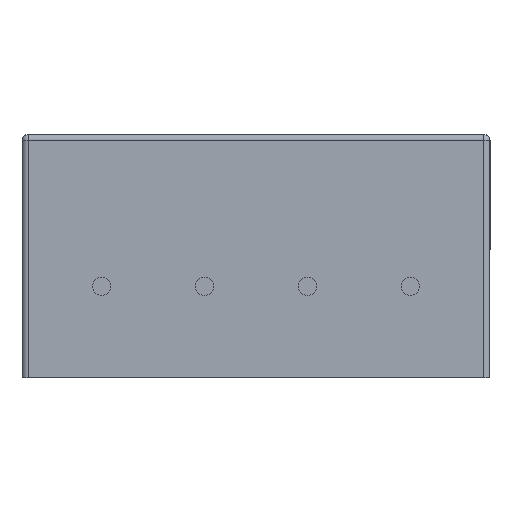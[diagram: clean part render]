
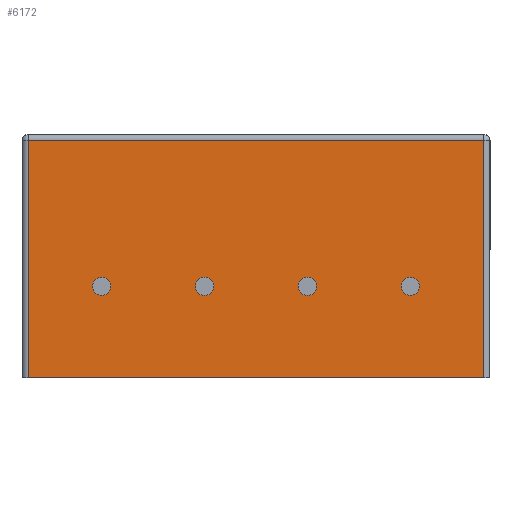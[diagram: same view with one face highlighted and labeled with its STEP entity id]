
A CAD part, front view. The second image highlights one B-rep face of the part: STEP entity #6172.
In plain terms, the highlighted planar face has unit normal (0, -1, 0).
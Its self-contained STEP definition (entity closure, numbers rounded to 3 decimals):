
#4 = ORIENTED_EDGE ( 'NONE', *, *, #112, .T. ) ;
#95 = VERTEX_POINT ( 'NONE', #6089 ) ;
#112 = EDGE_CURVE ( 'NONE', #95, #6154, #3152, .T. ) ;
#121 = EDGE_CURVE ( 'NONE', #1135, #2095, #2493, .T. ) ;
#137 = FACE_BOUND ( 'NONE', #4855, .T. ) ;
#211 = AXIS2_PLACEMENT_3D ( 'NONE', #4583, #4455, #4484 ) ;
#213 = ORIENTED_EDGE ( 'NONE', *, *, #429, .F. ) ;
#222 = VERTEX_POINT ( 'NONE', #4791 ) ;
#373 = CARTESIAN_POINT ( 'NONE',  ( -1.693, -10., 3. ) ) ;
#407 = DIRECTION ( 'NONE',  ( 0., 0., -1. ) ) ;
#429 = EDGE_CURVE ( 'NONE', #1762, #3797, #6289, .T. ) ;
#622 = VECTOR ( 'NONE', #3259, 1000. ) ;
#674 = CARTESIAN_POINT ( 'NONE',  ( 7.5, -10., 7.8 ) ) ;
#757 = DIRECTION ( 'NONE',  ( 0., 0., 1. ) ) ;
#820 = AXIS2_PLACEMENT_3D ( 'NONE', #2743, #2800, #2183 ) ;
#847 = CIRCLE ( 'NONE', #3695, 0.3 ) ;
#874 = EDGE_CURVE ( 'NONE', #1732, #4924, #2998, .T. ) ;
#978 = AXIS2_PLACEMENT_3D ( 'NONE', #2764, #2736, #757 ) ;
#1062 = CARTESIAN_POINT ( 'NONE',  ( -1.693, -10., 3. ) ) ;
#1135 = VERTEX_POINT ( 'NONE', #5371 ) ;
#1217 = FACE_BOUND ( 'NONE', #5009, .T. ) ;
#1224 = VECTOR ( 'NONE', #1565, 1000. ) ;
#1423 = DIRECTION ( 'NONE',  ( 0., -1., 0. ) ) ;
#1565 = DIRECTION ( 'NONE',  ( 1., 0., 0. ) ) ;
#1585 = DIRECTION ( 'NONE',  ( 0., 0., 1. ) ) ;
#1613 = CARTESIAN_POINT ( 'NONE',  ( -5.08, -10., 3. ) ) ;
#1630 = ORIENTED_EDGE ( 'NONE', *, *, #4708, .F. ) ;
#1662 = DIRECTION ( 'NONE',  ( 0., -1., 0. ) ) ;
#1732 = VERTEX_POINT ( 'NONE', #674 ) ;
#1735 = CARTESIAN_POINT ( 'NONE',  ( 7.5, -10., 8. ) ) ;
#1762 = VERTEX_POINT ( 'NONE', #2249 ) ;
#1765 = ORIENTED_EDGE ( 'NONE', *, *, #121, .F. ) ;
#1781 = EDGE_CURVE ( 'NONE', #4869, #4185, #1956, .T. ) ;
#1798 = LINE ( 'NONE', #1735, #622 ) ;
#1844 = CARTESIAN_POINT ( 'NONE',  ( -7.5, -10., 8. ) ) ;
#1956 = CIRCLE ( 'NONE', #820, 0.3 ) ;
#1996 = DIRECTION ( 'NONE',  ( 0., 0., 1. ) ) ;
#2040 = ORIENTED_EDGE ( 'NONE', *, *, #874, .T. ) ;
#2078 = DIRECTION ( 'NONE',  ( 0., -1., 0. ) ) ;
#2095 = VERTEX_POINT ( 'NONE', #5424 ) ;
#2183 = DIRECTION ( 'NONE',  ( 0., 0., 1. ) ) ;
#2249 = CARTESIAN_POINT ( 'NONE',  ( -1.693, -10., 2.7 ) ) ;
#2333 = AXIS2_PLACEMENT_3D ( 'NONE', #1613, #4163, #6174 ) ;
#2381 = DIRECTION ( 'NONE',  ( 0., 0., 1. ) ) ;
#2432 = ORIENTED_EDGE ( 'NONE', *, *, #5213, .F. ) ;
#2493 = CIRCLE ( 'NONE', #4705, 0.3 ) ;
#2615 = VERTEX_POINT ( 'NONE', #6377 ) ;
#2671 = FACE_BOUND ( 'NONE', #4626, .T. ) ;
#2736 = DIRECTION ( 'NONE',  ( 0., 1., 0. ) ) ;
#2743 = CARTESIAN_POINT ( 'NONE',  ( -5.08, -10., 3. ) ) ;
#2764 = CARTESIAN_POINT ( 'NONE',  ( -7.7, -10., 8. ) ) ;
#2800 = DIRECTION ( 'NONE',  ( 0., -1., 0. ) ) ;
#2875 = CARTESIAN_POINT ( 'NONE',  ( -5.08, -10., 3.3 ) ) ;
#2970 = CIRCLE ( 'NONE', #4030, 0.3 ) ;
#2998 = LINE ( 'NONE', #3497, #3759 ) ;
#3048 = CIRCLE ( 'NONE', #211, 0.3 ) ;
#3086 = ORIENTED_EDGE ( 'NONE', *, *, #4075, .T. ) ;
#3087 = DIRECTION ( 'NONE',  ( 0., -1., 0. ) ) ;
#3126 = CARTESIAN_POINT ( 'NONE',  ( -7.5, -10., 7.8 ) ) ;
#3152 = LINE ( 'NONE', #5528, #1224 ) ;
#3259 = DIRECTION ( 'NONE',  ( 0., 0., 1. ) ) ;
#3421 = EDGE_LOOP ( 'NONE', ( #1630, #4088 ) ) ;
#3497 = CARTESIAN_POINT ( 'NONE',  ( -7.7, -10., 7.8 ) ) ;
#3582 = CARTESIAN_POINT ( 'NONE',  ( 1.693, -10., 3. ) ) ;
#3589 = DIRECTION ( 'NONE',  ( 0., 0., 1. ) ) ;
#3666 = FACE_OUTER_BOUND ( 'NONE', #5403, .T. ) ;
#3695 = AXIS2_PLACEMENT_3D ( 'NONE', #4152, #3087, #3589 ) ;
#3759 = VECTOR ( 'NONE', #5513, 1000. ) ;
#3785 = AXIS2_PLACEMENT_3D ( 'NONE', #1062, #2078, #1585 ) ;
#3797 = VERTEX_POINT ( 'NONE', #4950 ) ;
#4030 = AXIS2_PLACEMENT_3D ( 'NONE', #4699, #1662, #5698 ) ;
#4075 = EDGE_CURVE ( 'NONE', #6154, #1732, #1798, .T. ) ;
#4088 = ORIENTED_EDGE ( 'NONE', *, *, #5683, .F. ) ;
#4100 = VECTOR ( 'NONE', #407, 1000. ) ;
#4152 = CARTESIAN_POINT ( 'NONE',  ( 1.693, -10., 3. ) ) ;
#4155 = ORIENTED_EDGE ( 'NONE', *, *, #4194, .T. ) ;
#4163 = DIRECTION ( 'NONE',  ( 0., -1., 0. ) ) ;
#4185 = VERTEX_POINT ( 'NONE', #2875 ) ;
#4194 = EDGE_CURVE ( 'NONE', #4924, #95, #6312, .T. ) ;
#4291 = EDGE_CURVE ( 'NONE', #3797, #1762, #6104, .T. ) ;
#4303 = ORIENTED_EDGE ( 'NONE', *, *, #1781, .F. ) ;
#4455 = DIRECTION ( 'NONE',  ( 0., -1., 0. ) ) ;
#4484 = DIRECTION ( 'NONE',  ( 0., 0., 1. ) ) ;
#4583 = CARTESIAN_POINT ( 'NONE',  ( 5.08, -10., 3. ) ) ;
#4626 = EDGE_LOOP ( 'NONE', ( #5529, #4303 ) ) ;
#4699 = CARTESIAN_POINT ( 'NONE',  ( 5.08, -10., 3. ) ) ;
#4705 = AXIS2_PLACEMENT_3D ( 'NONE', #3582, #5596, #1996 ) ;
#4708 = EDGE_CURVE ( 'NONE', #222, #2615, #3048, .T. ) ;
#4721 = FACE_BOUND ( 'NONE', #3421, .T. ) ;
#4791 = CARTESIAN_POINT ( 'NONE',  ( 5.08, -10., 3.3 ) ) ;
#4833 = CARTESIAN_POINT ( 'NONE',  ( -5.08, -10., 2.7 ) ) ;
#4855 = EDGE_LOOP ( 'NONE', ( #2432, #1765 ) ) ;
#4869 = VERTEX_POINT ( 'NONE', #4833 ) ;
#4924 = VERTEX_POINT ( 'NONE', #3126 ) ;
#4950 = CARTESIAN_POINT ( 'NONE',  ( -1.693, -10., 3.3 ) ) ;
#5009 = EDGE_LOOP ( 'NONE', ( #5147, #213 ) ) ;
#5084 = CIRCLE ( 'NONE', #2333, 0.3 ) ;
#5147 = ORIENTED_EDGE ( 'NONE', *, *, #4291, .F. ) ;
#5213 = EDGE_CURVE ( 'NONE', #2095, #1135, #847, .T. ) ;
#5336 = AXIS2_PLACEMENT_3D ( 'NONE', #373, #1423, #2381 ) ;
#5371 = CARTESIAN_POINT ( 'NONE',  ( 1.693, -10., 2.7 ) ) ;
#5403 = EDGE_LOOP ( 'NONE', ( #3086, #2040, #4155, #4 ) ) ;
#5424 = CARTESIAN_POINT ( 'NONE',  ( 1.693, -10., 3.3 ) ) ;
#5513 = DIRECTION ( 'NONE',  ( -1., 0., 0. ) ) ;
#5528 = CARTESIAN_POINT ( 'NONE',  ( -7.7, -10., 0. ) ) ;
#5529 = ORIENTED_EDGE ( 'NONE', *, *, #6267, .F. ) ;
#5596 = DIRECTION ( 'NONE',  ( 0., -1., 0. ) ) ;
#5683 = EDGE_CURVE ( 'NONE', #2615, #222, #2970, .T. ) ;
#5698 = DIRECTION ( 'NONE',  ( 0., 0., 1. ) ) ;
#6089 = CARTESIAN_POINT ( 'NONE',  ( -7.5, -10., 0. ) ) ;
#6104 = CIRCLE ( 'NONE', #3785, 0.3 ) ;
#6154 = VERTEX_POINT ( 'NONE', #6490 ) ;
#6172 = ADVANCED_FACE ( 'NONE', ( #3666, #2671, #1217, #137, #4721 ), #6269, .F. ) ;
#6174 = DIRECTION ( 'NONE',  ( 0., 0., 1. ) ) ;
#6267 = EDGE_CURVE ( 'NONE', #4185, #4869, #5084, .T. ) ;
#6269 = PLANE ( 'NONE',  #978 ) ;
#6289 = CIRCLE ( 'NONE', #5336, 0.3 ) ;
#6312 = LINE ( 'NONE', #1844, #4100 ) ;
#6377 = CARTESIAN_POINT ( 'NONE',  ( 5.08, -10., 2.7 ) ) ;
#6490 = CARTESIAN_POINT ( 'NONE',  ( 7.5, -10., 0. ) ) ;
